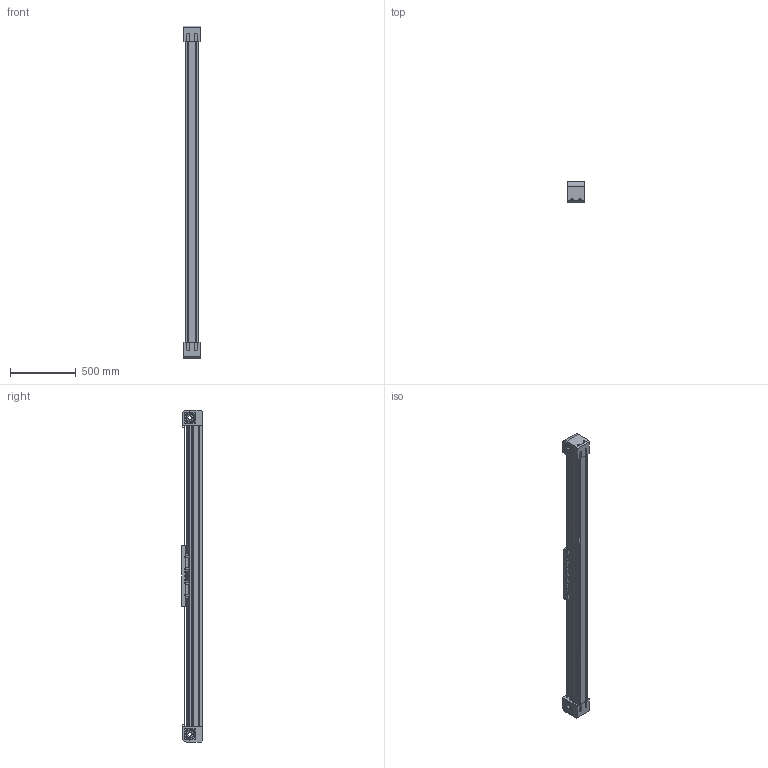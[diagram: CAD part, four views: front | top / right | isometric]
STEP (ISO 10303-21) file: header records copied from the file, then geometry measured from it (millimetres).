
FILE_DESCRIPTION (( 'STEP AP214' ), '1' );
FILE_NAME ('BLM100-1800.STEP', '2023-03-14T09:28:14', ( '' ), ( '' ), 'SwSTEP 2.0', 'SolidWorks 2023', '' );
FILE_SCHEMA (( 'AUTOMOTIVE_DESIGN' ));
Length unit declared in the file: millimetre
Products named in the file (1): BLM100-1800
Bounding box: 130 x 159 x 2520 mm (x, y, z)
Volume: 27400154.6 mm3; surface area: 3055732.3 mm2
Topology: 49 solids, 57 shells, 5089 faces, 14240 edges, 9325 vertices
Faces by surface type: plane 2753, cylinder 1988, torus 168, sphere 100, cone 56, bspline 24
Entity records: 226009 total; most frequent: CARTESIAN_POINT 35383, DIRECTION 28555, ORIENTED_EDGE 27984, EDGE_CURVE 13992, AXIS2_PLACEMENT_3D 9735, VERTEX_POINT 9189, VECTOR 9085, LINE 9085
